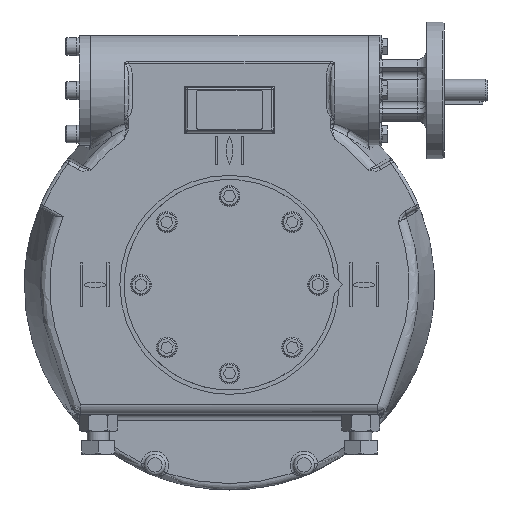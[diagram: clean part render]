
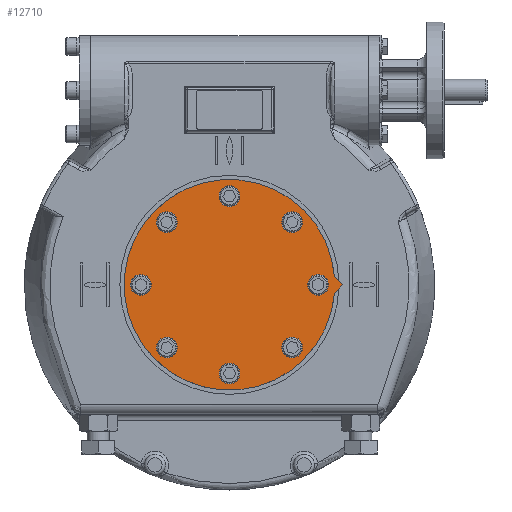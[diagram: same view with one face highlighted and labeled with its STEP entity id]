
A CAD part, top view. The second image highlights one B-rep face of the part: STEP entity #12710.
In plain terms, the highlighted planar face has unit normal (0, 0, 1).
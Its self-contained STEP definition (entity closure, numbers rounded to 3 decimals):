
#1403=CIRCLE('',#16393,96.25);
#1412=CIRCLE('',#16406,6.5);
#1413=CIRCLE('',#16407,6.5);
#1414=CIRCLE('',#16408,6.5);
#1415=CIRCLE('',#16409,6.5);
#1416=CIRCLE('',#16410,6.5);
#1417=CIRCLE('',#16411,6.5);
#1418=CIRCLE('',#16412,6.5);
#1419=CIRCLE('',#16413,6.5);
#4206=ORIENTED_EDGE('',*,*,#6475,.F.);
#4207=ORIENTED_EDGE('',*,*,#6476,.F.);
#4208=ORIENTED_EDGE('',*,*,#6477,.F.);
#4209=ORIENTED_EDGE('',*,*,#6478,.F.);
#4210=ORIENTED_EDGE('',*,*,#6479,.F.);
#4211=ORIENTED_EDGE('',*,*,#6480,.F.);
#4212=ORIENTED_EDGE('',*,*,#6481,.F.);
#4213=ORIENTED_EDGE('',*,*,#6482,.F.);
#4214=ORIENTED_EDGE('',*,*,#6460,.T.);
#4215=ORIENTED_EDGE('',*,*,#6464,.T.);
#4216=ORIENTED_EDGE('',*,*,#6466,.T.);
#6460=EDGE_CURVE('',#7951,#7950,#1403,.T.);
#6464=EDGE_CURVE('',#7950,#7953,#8748,.T.);
#6466=EDGE_CURVE('',#7953,#7951,#8750,.T.);
#6475=EDGE_CURVE('',#7962,#7962,#1412,.T.);
#6476=EDGE_CURVE('',#7963,#7963,#1413,.T.);
#6477=EDGE_CURVE('',#7964,#7964,#1414,.T.);
#6478=EDGE_CURVE('',#7965,#7965,#1415,.T.);
#6479=EDGE_CURVE('',#7966,#7966,#1416,.T.);
#6480=EDGE_CURVE('',#7967,#7967,#1417,.T.);
#6481=EDGE_CURVE('',#7968,#7968,#1418,.T.);
#6482=EDGE_CURVE('',#7969,#7969,#1419,.T.);
#7950=VERTEX_POINT('',#33918);
#7951=VERTEX_POINT('',#33920);
#7953=VERTEX_POINT('',#33926);
#7962=VERTEX_POINT('',#33950);
#7963=VERTEX_POINT('',#33952);
#7964=VERTEX_POINT('',#33954);
#7965=VERTEX_POINT('',#33956);
#7966=VERTEX_POINT('',#33958);
#7967=VERTEX_POINT('',#33960);
#7968=VERTEX_POINT('',#33962);
#7969=VERTEX_POINT('',#33964);
#8748=LINE('',#33927,#9415);
#8750=LINE('',#33930,#9417);
#9415=VECTOR('',#19198,1000.);
#9417=VECTOR('',#19202,1000.);
#10434=EDGE_LOOP('',(#4206));
#10435=EDGE_LOOP('',(#4207));
#10436=EDGE_LOOP('',(#4208));
#10437=EDGE_LOOP('',(#4209));
#10438=EDGE_LOOP('',(#4210));
#10439=EDGE_LOOP('',(#4211));
#10440=EDGE_LOOP('',(#4212));
#10441=EDGE_LOOP('',(#4213));
#10442=EDGE_LOOP('',(#4214,#4215,#4216));
#11529=FACE_BOUND('',#10434,.T.);
#11530=FACE_BOUND('',#10435,.T.);
#11531=FACE_BOUND('',#10436,.T.);
#11532=FACE_BOUND('',#10437,.T.);
#11533=FACE_BOUND('',#10438,.T.);
#11534=FACE_BOUND('',#10439,.T.);
#11535=FACE_BOUND('',#10440,.T.);
#11536=FACE_BOUND('',#10441,.T.);
#11537=FACE_BOUND('',#10442,.T.);
#12013=PLANE('',#16405);
#12710=ADVANCED_FACE('',(#11529,#11530,#11531,#11532,#11533,#11534,#11535,
#11536,#11537),#12013,.T.);
#16393=AXIS2_PLACEMENT_3D('',#33919,#19191,#19192);
#16405=AXIS2_PLACEMENT_3D('',#33948,#19221,#19222);
#16406=AXIS2_PLACEMENT_3D('',#33949,#19223,#19224);
#16407=AXIS2_PLACEMENT_3D('',#33951,#19225,#19226);
#16408=AXIS2_PLACEMENT_3D('',#33953,#19227,#19228);
#16409=AXIS2_PLACEMENT_3D('',#33955,#19229,#19230);
#16410=AXIS2_PLACEMENT_3D('',#33957,#19231,#19232);
#16411=AXIS2_PLACEMENT_3D('',#33959,#19233,#19234);
#16412=AXIS2_PLACEMENT_3D('',#33961,#19235,#19236);
#16413=AXIS2_PLACEMENT_3D('',#33963,#19237,#19238);
#19191=DIRECTION('',(0.,0.,1.));
#19192=DIRECTION('',(1.,0.,0.));
#19198=DIRECTION('',(0.707,0.707,0.));
#19202=DIRECTION('',(-0.707,0.707,0.));
#19221=DIRECTION('',(0.,0.,1.));
#19222=DIRECTION('',(1.,0.,0.));
#19223=DIRECTION('',(0.,0.,1.));
#19224=DIRECTION('',(0.707,0.707,0.));
#19225=DIRECTION('',(0.,0.,1.));
#19226=DIRECTION('',(0.,1.,0.));
#19227=DIRECTION('',(0.,0.,1.));
#19228=DIRECTION('',(-0.707,0.707,0.));
#19229=DIRECTION('',(0.,0.,1.));
#19230=DIRECTION('',(-1.,0.,0.));
#19231=DIRECTION('',(0.,0.,1.));
#19232=DIRECTION('',(-0.707,-0.707,0.));
#19233=DIRECTION('',(0.,0.,1.));
#19234=DIRECTION('',(0.,-1.,0.));
#19235=DIRECTION('',(0.,0.,1.));
#19236=DIRECTION('',(0.707,-0.707,0.));
#19237=DIRECTION('',(0.,0.,1.));
#19238=DIRECTION('',(1.,0.,0.));
#33918=CARTESIAN_POINT('',(95.932,-7.818,54.15));
#33919=CARTESIAN_POINT('',(0.,0.,54.15));
#33920=CARTESIAN_POINT('',(95.932,7.818,54.15));
#33926=CARTESIAN_POINT('',(103.75,0.,54.15));
#33927=CARTESIAN_POINT('',(95.932,-7.818,54.15));
#33930=CARTESIAN_POINT('',(103.75,0.,54.15));
#33948=CARTESIAN_POINT('',(0.,0.,54.15));
#33949=CARTESIAN_POINT('',(-57.276,57.276,54.15));
#33950=CARTESIAN_POINT('',(-52.679,61.872,54.15));
#33951=CARTESIAN_POINT('',(-81.,0.,54.15));
#33952=CARTESIAN_POINT('',(-81.,6.5,54.15));
#33953=CARTESIAN_POINT('',(-57.276,-57.276,54.15));
#33954=CARTESIAN_POINT('',(-61.872,-52.679,54.15));
#33955=CARTESIAN_POINT('',(0.,-81.,54.15));
#33956=CARTESIAN_POINT('',(-6.5,-81.,54.15));
#33957=CARTESIAN_POINT('',(57.276,-57.276,54.15));
#33958=CARTESIAN_POINT('',(52.679,-61.872,54.15));
#33959=CARTESIAN_POINT('',(81.,0.,54.15));
#33960=CARTESIAN_POINT('',(81.,-6.5,54.15));
#33961=CARTESIAN_POINT('',(57.276,57.276,54.15));
#33962=CARTESIAN_POINT('',(61.872,52.679,54.15));
#33963=CARTESIAN_POINT('',(0.,81.,54.15));
#33964=CARTESIAN_POINT('',(6.5,81.,54.15));
